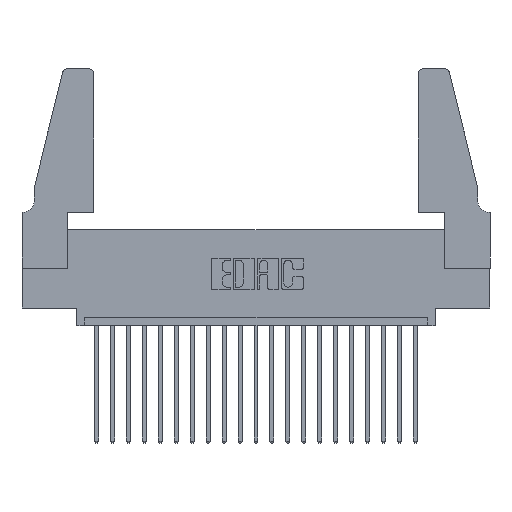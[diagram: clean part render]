
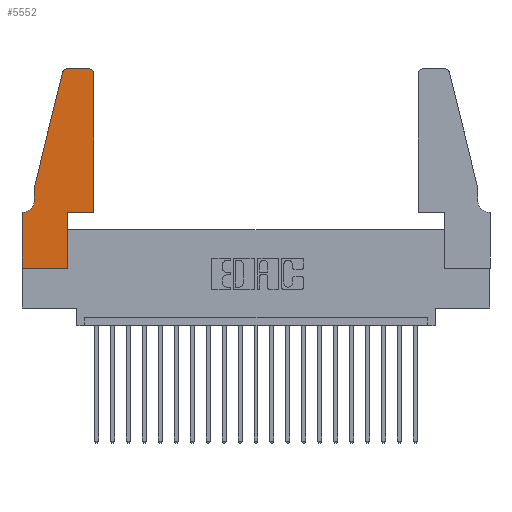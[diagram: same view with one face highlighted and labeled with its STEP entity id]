
A CAD part, top view. The second image highlights one B-rep face of the part: STEP entity #5552.
In plain terms, the highlighted planar face has unit normal (0, 0, 1).
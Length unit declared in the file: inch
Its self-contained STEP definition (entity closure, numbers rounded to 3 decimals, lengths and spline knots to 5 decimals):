
#237 = CIRCLE ( 'NONE', #15663, 0.07 ) ;
#464 = VECTOR ( 'NONE', #16727, 39.37008 ) ;
#586 = VERTEX_POINT ( 'NONE', #9661 ) ;
#780 = EDGE_CURVE ( 'NONE', #5748, #10144, #18921, .T. ) ;
#1106 = ORIENTED_EDGE ( 'NONE', *, *, #5899, .T. ) ;
#1277 = VECTOR ( 'NONE', #13075, 39.37008 ) ;
#1307 = CARTESIAN_POINT ( 'NONE',  ( 0.0055, 0.35, 0.37 ) ) ;
#1317 = EDGE_LOOP ( 'NONE', ( #11036, #10849, #2551, #11603, #10195, #6818, #18807, #12570, #6542, #16537, #20549, #1106 ) ) ;
#1382 = DIRECTION ( 'NONE',  ( 1., 0., 0. ) ) ;
#1882 = CARTESIAN_POINT ( 'NONE',  ( 0.0755, 0.5, 0.37 ) ) ;
#1956 = CARTESIAN_POINT ( 'NONE',  ( 0.284, 1.22, 0.37 ) ) ;
#2148 = VERTEX_POINT ( 'NONE', #10604 ) ;
#2551 = ORIENTED_EDGE ( 'NONE', *, *, #19769, .T. ) ;
#3265 = CARTESIAN_POINT ( 'NONE',  ( 0.0755, 0.5, 0.37 ) ) ;
#3542 = CARTESIAN_POINT ( 'NONE',  ( 0., 0., 0.37 ) ) ;
#3949 = EDGE_CURVE ( 'NONE', #586, #4563, #5657, .T. ) ;
#4370 = CARTESIAN_POINT ( 'NONE',  ( 0.4505, 0.35, 0.37 ) ) ;
#4563 = VERTEX_POINT ( 'NONE', #7952 ) ;
#4707 = DIRECTION ( 'NONE',  ( 0., 0., 1. ) ) ;
#4940 = VECTOR ( 'NONE', #18911, 39.37008 ) ;
#5362 = CARTESIAN_POINT ( 'NONE',  ( 0.2865, 0., 0.37 ) ) ;
#5403 = CARTESIAN_POINT ( 'NONE',  ( 0., 0., 0.37 ) ) ;
#5552 = ADVANCED_FACE ( 'NONE', ( #17466 ), #12615, .T. ) ;
#5657 = CIRCLE ( 'NONE', #10079, 0.03 ) ;
#5748 = VERTEX_POINT ( 'NONE', #11824 ) ;
#5899 = EDGE_CURVE ( 'NONE', #9112, #10641, #12161, .T. ) ;
#5987 = DIRECTION ( 'NONE',  ( 1., 0., 0. ) ) ;
#6295 = EDGE_CURVE ( 'NONE', #2148, #15206, #237, .T. ) ;
#6542 = ORIENTED_EDGE ( 'NONE', *, *, #10156, .T. ) ;
#6555 = AXIS2_PLACEMENT_3D ( 'NONE', #8812, #7225, #8877 ) ;
#6818 = ORIENTED_EDGE ( 'NONE', *, *, #15245, .T. ) ;
#7225 = DIRECTION ( 'NONE',  ( 0., 0., 1. ) ) ;
#7774 = EDGE_CURVE ( 'NONE', #10641, #586, #11331, .T. ) ;
#7884 = CARTESIAN_POINT ( 'NONE',  ( 0., 0.35, 0.37 ) ) ;
#7952 = CARTESIAN_POINT ( 'NONE',  ( 0.25487, 1.22718, 0.37 ) ) ;
#8256 = LINE ( 'NONE', #17418, #4940 ) ;
#8407 = CARTESIAN_POINT ( 'NONE',  ( 0.2605, 1.25, 0.37 ) ) ;
#8812 = CARTESIAN_POINT ( 'NONE',  ( 0.4205, 1.22, 0.37 ) ) ;
#8877 = DIRECTION ( 'NONE',  ( 1., 0., 0. ) ) ;
#9112 = VERTEX_POINT ( 'NONE', #9436 ) ;
#9436 = CARTESIAN_POINT ( 'NONE',  ( 0.4505, 1.22, 0.37 ) ) ;
#9609 = DIRECTION ( 'NONE',  ( 1., 0., 0. ) ) ;
#9620 = LINE ( 'NONE', #3542, #1277 ) ;
#9661 = CARTESIAN_POINT ( 'NONE',  ( 0.284, 1.25, 0.37 ) ) ;
#9740 = VECTOR ( 'NONE', #10464, 39.37008 ) ;
#9776 = DIRECTION ( 'NONE',  ( 0., 0., -1. ) ) ;
#9815 = VECTOR ( 'NONE', #1382, 39.37008 ) ;
#9906 = CARTESIAN_POINT ( 'NONE',  ( 0.0055, 0.42, 0.37 ) ) ;
#10048 = LINE ( 'NONE', #1882, #14322 ) ;
#10079 = AXIS2_PLACEMENT_3D ( 'NONE', #1956, #4707, #9609 ) ;
#10144 = VERTEX_POINT ( 'NONE', #12547 ) ;
#10156 = EDGE_CURVE ( 'NONE', #16918, #5748, #13204, .T. ) ;
#10195 = ORIENTED_EDGE ( 'NONE', *, *, #6295, .T. ) ;
#10275 = VECTOR ( 'NONE', #11968, 39.37008 ) ;
#10464 = DIRECTION ( 'NONE',  ( -1., 0., 0. ) ) ;
#10494 = CARTESIAN_POINT ( 'NONE',  ( 0., 0.35, 0.37 ) ) ;
#10604 = CARTESIAN_POINT ( 'NONE',  ( 0.0755, 0.42, 0.37 ) ) ;
#10641 = VERTEX_POINT ( 'NONE', #18876 ) ;
#10849 = ORIENTED_EDGE ( 'NONE', *, *, #3949, .T. ) ;
#11036 = ORIENTED_EDGE ( 'NONE', *, *, #7774, .T. ) ;
#11060 = CARTESIAN_POINT ( 'NONE',  ( 0., 0., 0.37 ) ) ;
#11331 = LINE ( 'NONE', #8407, #464 ) ;
#11603 = ORIENTED_EDGE ( 'NONE', *, *, #20426, .T. ) ;
#11736 = EDGE_CURVE ( 'NONE', #20572, #17600, #9620, .T. ) ;
#11824 = CARTESIAN_POINT ( 'NONE',  ( 0.2865, 0.35, 0.37 ) ) ;
#11968 = DIRECTION ( 'NONE',  ( 0., -1., 0. ) ) ;
#11995 = CARTESIAN_POINT ( 'NONE',  ( 0.0755, 0.35, 0.37 ) ) ;
#12161 = CIRCLE ( 'NONE', #6555, 0.03 ) ;
#12547 = CARTESIAN_POINT ( 'NONE',  ( 0.4505, 0.35, 0.37 ) ) ;
#12570 = ORIENTED_EDGE ( 'NONE', *, *, #19138, .T. ) ;
#12615 = PLANE ( 'NONE',  #20257 ) ;
#12672 = CARTESIAN_POINT ( 'NONE',  ( 0.2865, 0.35, 0.37 ) ) ;
#13075 = DIRECTION ( 'NONE',  ( 0., -1., 0. ) ) ;
#13204 = LINE ( 'NONE', #12672, #18267 ) ;
#13355 = VECTOR ( 'NONE', #5987, 39.37008 ) ;
#13810 = LINE ( 'NONE', #19878, #10275 ) ;
#14322 = VECTOR ( 'NONE', #14588, 39.37008 ) ;
#14366 = DIRECTION ( 'NONE',  ( 0., 0., 1. ) ) ;
#14588 = DIRECTION ( 'NONE',  ( -0.239, -0.971, 0. ) ) ;
#15206 = VERTEX_POINT ( 'NONE', #1307 ) ;
#15245 = EDGE_CURVE ( 'NONE', #15206, #20572, #20608, .T. ) ;
#15663 = AXIS2_PLACEMENT_3D ( 'NONE', #9906, #9776, #18017 ) ;
#16008 = VERTEX_POINT ( 'NONE', #3265 ) ;
#16011 = DIRECTION ( 'NONE',  ( 1., 0., 0. ) ) ;
#16133 = LINE ( 'NONE', #11060, #9815 ) ;
#16537 = ORIENTED_EDGE ( 'NONE', *, *, #780, .T. ) ;
#16727 = DIRECTION ( 'NONE',  ( -1., 0., 0. ) ) ;
#16918 = VERTEX_POINT ( 'NONE', #5362 ) ;
#17406 = DIRECTION ( 'NONE',  ( 0., 1., 0. ) ) ;
#17418 = CARTESIAN_POINT ( 'NONE',  ( 0.4505, 0.35, 0.37 ) ) ;
#17466 = FACE_OUTER_BOUND ( 'NONE', #1317, .T. ) ;
#17600 = VERTEX_POINT ( 'NONE', #5403 ) ;
#18017 = DIRECTION ( 'NONE',  ( -1., 0., 0. ) ) ;
#18267 = VECTOR ( 'NONE', #17406, 39.37008 ) ;
#18807 = ORIENTED_EDGE ( 'NONE', *, *, #11736, .T. ) ;
#18876 = CARTESIAN_POINT ( 'NONE',  ( 0.4205, 1.25, 0.37 ) ) ;
#18911 = DIRECTION ( 'NONE',  ( 0., 1., 0. ) ) ;
#18921 = LINE ( 'NONE', #4370, #13355 ) ;
#19138 = EDGE_CURVE ( 'NONE', #17600, #16918, #16133, .T. ) ;
#19769 = EDGE_CURVE ( 'NONE', #4563, #16008, #10048, .T. ) ;
#19878 = CARTESIAN_POINT ( 'NONE',  ( 0.0755, 0.5, 0.37 ) ) ;
#20088 = EDGE_CURVE ( 'NONE', #10144, #9112, #8256, .T. ) ;
#20257 = AXIS2_PLACEMENT_3D ( 'NONE', #7884, #14366, #16011 ) ;
#20426 = EDGE_CURVE ( 'NONE', #16008, #2148, #13810, .T. ) ;
#20549 = ORIENTED_EDGE ( 'NONE', *, *, #20088, .T. ) ;
#20572 = VERTEX_POINT ( 'NONE', #10494 ) ;
#20608 = LINE ( 'NONE', #11995, #9740 ) ;
